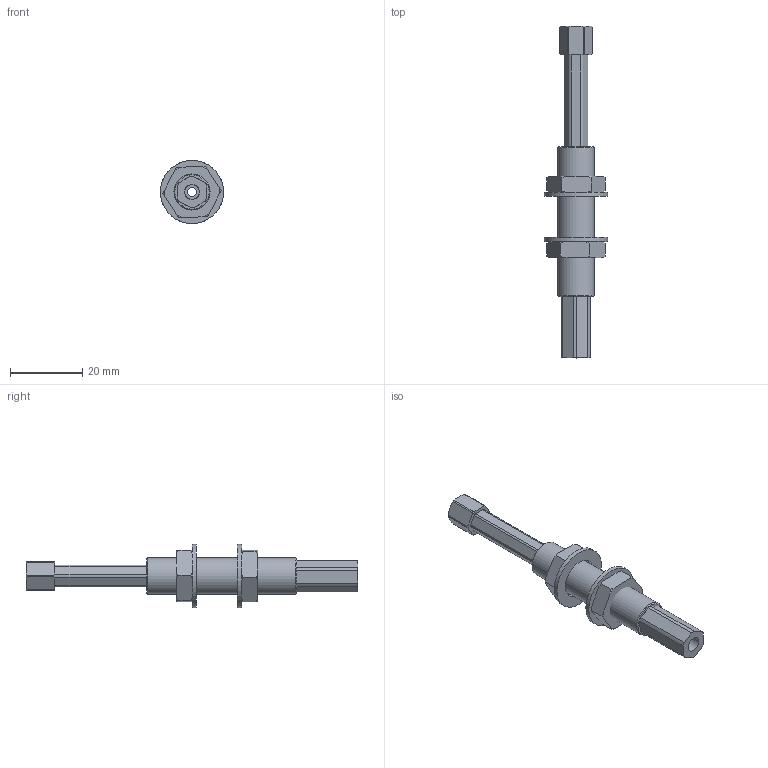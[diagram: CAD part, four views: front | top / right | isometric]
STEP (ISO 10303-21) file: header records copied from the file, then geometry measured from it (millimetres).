
FILE_DESCRIPTION(('STEP AP214'),'1');
FILE_NAME('CA.SDNG.1025.stp','2017-07-20T12:16:46',(' '),(' '),'Spatial InterOp 3D',' ',' ');
FILE_SCHEMA(('automotive_design'));
Length unit declared in the file: millimetre
Products named in the file (9): VSN.1025.3; VSNG.1025.2.1; VSN.1025.4; VSN.10.1; VSN.10.2; M.5.8X38.50; 05.01.005.06; R.10.SCH
Assembly tree (10 placements, depth 2):
  (unnamed)
    VSN.1025.3
    VSNG.1025.2.1
    VSN.1025.4
    VSN.10.1
    VSN.10.2
    M.5.8X38.50
    05.01.005.06  x2
    R.10.SCH  x2
Bounding box: 17.5 x 92 x 17.5 mm (x, y, z)
Volume: 5412.4 mm3; surface area: 8071.9 mm2
Topology: 10 solids, 10 shells, 153 faces, 372 edges, 243 vertices
Faces by surface type: plane 63, cone 49, cylinder 40, bspline 1
Full cylindrical faces by diameter (mm): 2.5 x2, 4.2 x4, 4.4 x1, 5 x3, 5.2 x1, 7 x1, 8 x2, 8.917 x2, 10 x1, 11 x2, 17.5 x2
Entity records: 7416 total; most frequent: CARTESIAN_POINT 3352, DIRECTION 594, ORIENTED_EDGE 546, EDGE_CURVE 273, AXIS2_PLACEMENT_3D 244, VERTEX_POINT 197, EDGE_LOOP 178, FACE_OUTER_BOUND 146
